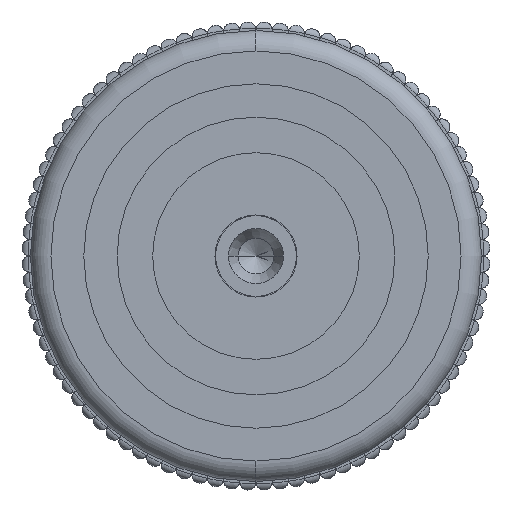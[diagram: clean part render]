
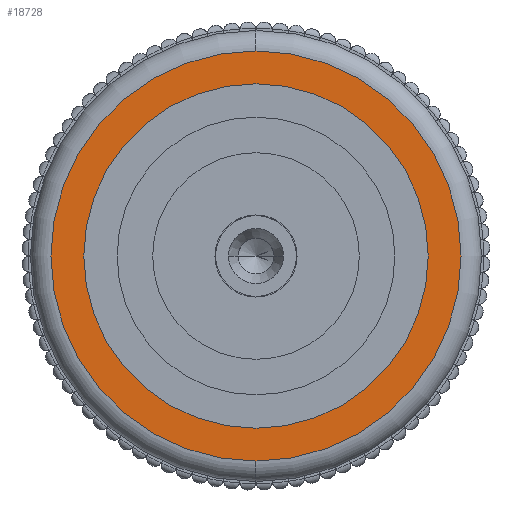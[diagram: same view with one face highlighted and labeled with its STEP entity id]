
A CAD part, left-side view. The second image highlights one B-rep face of the part: STEP entity #18728.
In plain terms, the highlighted planar face has unit normal (-1, 0, 0).
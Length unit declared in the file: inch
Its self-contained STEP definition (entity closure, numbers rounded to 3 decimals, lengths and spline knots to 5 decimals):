
#1600 = DIRECTION ( 'NONE',  ( -1., 0., 0. ) ) ;
#1928 = ORIENTED_EDGE ( 'NONE', *, *, #6054, .T. ) ;
#2632 = AXIS2_PLACEMENT_3D ( 'NONE', #13466, #3817, #21624 ) ;
#3817 = DIRECTION ( 'NONE',  ( -1., 0., 0. ) ) ;
#4098 = VERTEX_POINT ( 'NONE', #6234 ) ;
#4367 = DIRECTION ( 'NONE',  ( 0., 0., -1. ) ) ;
#6054 = EDGE_CURVE ( 'NONE', #4098, #16638, #22205, .T. ) ;
#6234 = CARTESIAN_POINT ( 'NONE',  ( -0.8, 0., -0.25 ) ) ;
#6504 = DIRECTION ( 'NONE',  ( 0., 0., 1. ) ) ;
#8981 = DIRECTION ( 'NONE',  ( -1., 0., 0. ) ) ;
#9102 = CARTESIAN_POINT ( 'NONE',  ( -0.8, 0., 0. ) ) ;
#10244 = CARTESIAN_POINT ( 'NONE',  ( -0.8, 0.25, 0. ) ) ;
#10325 = DIRECTION ( 'NONE',  ( -1., 0., 0. ) ) ;
#11924 = CARTESIAN_POINT ( 'NONE',  ( -0.8, 0., -0.21 ) ) ;
#12549 = DIRECTION ( 'NONE',  ( 1., 0., 0. ) ) ;
#13466 = CARTESIAN_POINT ( 'NONE',  ( -0.8, 0., 0. ) ) ;
#13833 = EDGE_CURVE ( 'NONE', #20251, #23155, #17756, .T. ) ;
#14359 = DIRECTION ( 'NONE',  ( 0., 0., 1. ) ) ;
#15271 = EDGE_CURVE ( 'NONE', #16638, #4098, #22795, .T. ) ;
#15483 = EDGE_LOOP ( 'NONE', ( #24833, #1928 ) ) ;
#15657 = CARTESIAN_POINT ( 'NONE',  ( -0.8, 0., 0. ) ) ;
#15984 = AXIS2_PLACEMENT_3D ( 'NONE', #15657, #1600, #17451 ) ;
#16186 = EDGE_LOOP ( 'NONE', ( #25315, #23588 ) ) ;
#16463 = FACE_BOUND ( 'NONE', #16186, .T. ) ;
#16578 = PLANE ( 'NONE',  #16763 ) ;
#16638 = VERTEX_POINT ( 'NONE', #17039 ) ;
#16704 = CIRCLE ( 'NONE', #2632, 0.21 ) ;
#16763 = AXIS2_PLACEMENT_3D ( 'NONE', #10244, #12549, #4367 ) ;
#17039 = CARTESIAN_POINT ( 'NONE',  ( -0.8, 0., 0.25 ) ) ;
#17451 = DIRECTION ( 'NONE',  ( 0., 0., 1. ) ) ;
#17756 = CIRCLE ( 'NONE', #21065, 0.21 ) ;
#18269 = FACE_OUTER_BOUND ( 'NONE', #15483, .T. ) ;
#18633 = AXIS2_PLACEMENT_3D ( 'NONE', #9102, #8981, #6504 ) ;
#18728 = ADVANCED_FACE ( 'NONE', ( #16463, #18269 ), #16578, .F. ) ;
#18969 = EDGE_CURVE ( 'NONE', #23155, #20251, #16704, .T. ) ;
#19806 = CARTESIAN_POINT ( 'NONE',  ( -0.8, 0., 0. ) ) ;
#20251 = VERTEX_POINT ( 'NONE', #24951 ) ;
#21065 = AXIS2_PLACEMENT_3D ( 'NONE', #19806, #10325, #14359 ) ;
#21624 = DIRECTION ( 'NONE',  ( 0., 0., 1. ) ) ;
#22205 = CIRCLE ( 'NONE', #15984, 0.25 ) ;
#22795 = CIRCLE ( 'NONE', #18633, 0.25 ) ;
#23155 = VERTEX_POINT ( 'NONE', #11924 ) ;
#23588 = ORIENTED_EDGE ( 'NONE', *, *, #18969, .F. ) ;
#24833 = ORIENTED_EDGE ( 'NONE', *, *, #15271, .T. ) ;
#24951 = CARTESIAN_POINT ( 'NONE',  ( -0.8, 0., 0.21 ) ) ;
#25315 = ORIENTED_EDGE ( 'NONE', *, *, #13833, .F. ) ;
